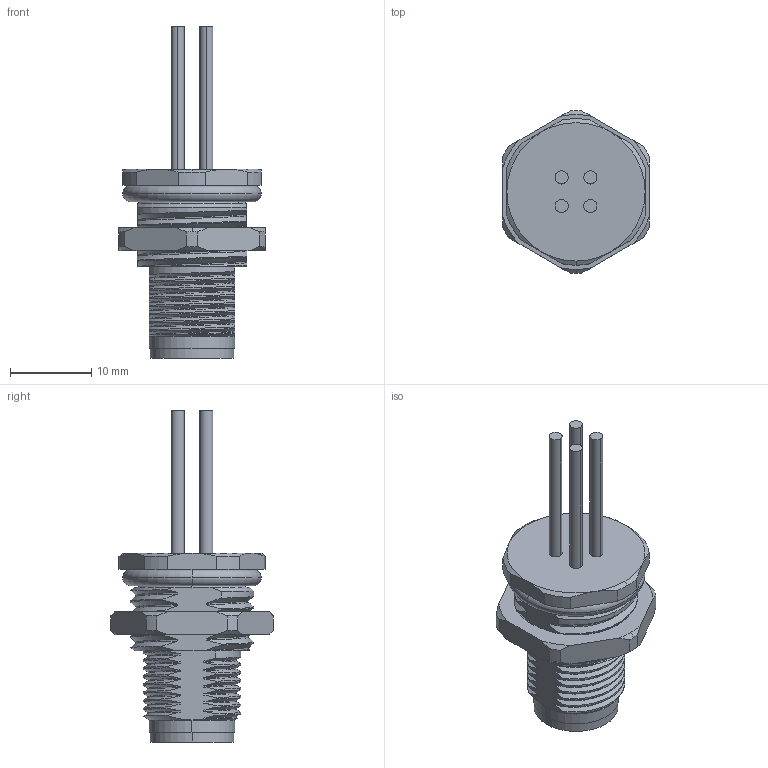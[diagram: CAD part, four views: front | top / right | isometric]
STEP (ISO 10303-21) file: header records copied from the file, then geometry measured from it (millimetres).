
FILE_DESCRIPTION (( 'STEP AP203' ), '1' );
FILE_NAME ('FCF2M12-SB04PSP0002-00.STEP', '2024-08-17T09:37:31', ( '' ), ( '' ), 'SwSTEP 2.0', 'SolidWorks 2021', '' );
FILE_SCHEMA (( 'CONFIG_CONTROL_DESIGN' ));
Length unit declared in the file: millimetre
Products named in the file (1): FCF2M12-SB04PSP0002-00
Bounding box: 18 x 20 x 40.8 mm (x, y, z)
Volume: 3262 mm3; surface area: 4009.1 mm2
Topology: 3 solids, 9 shells, 325 faces, 838 edges, 528 vertices
Faces by surface type: cylinder 102, bspline 90, cone 63, plane 44, torus 18, sphere 8
Entity records: 30125 total; most frequent: CARTESIAN_POINT 23020, ORIENTED_EDGE 1644, DIRECTION 1167, EDGE_CURVE 822, VERTEX_POINT 520, AXIS2_PLACEMENT_3D 474, B_SPLINE_CURVE_WITH_KNOTS 363, EDGE_LOOP 346
